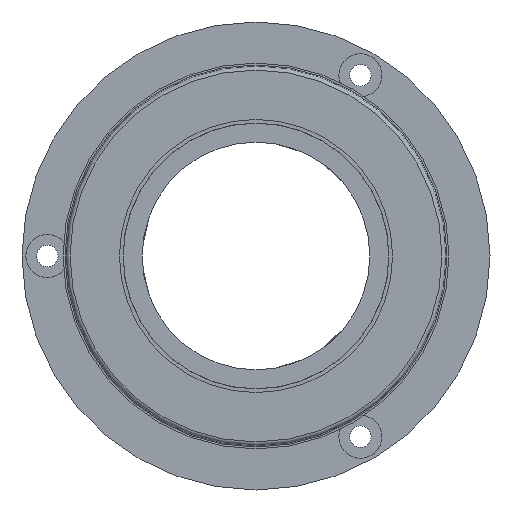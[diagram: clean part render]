
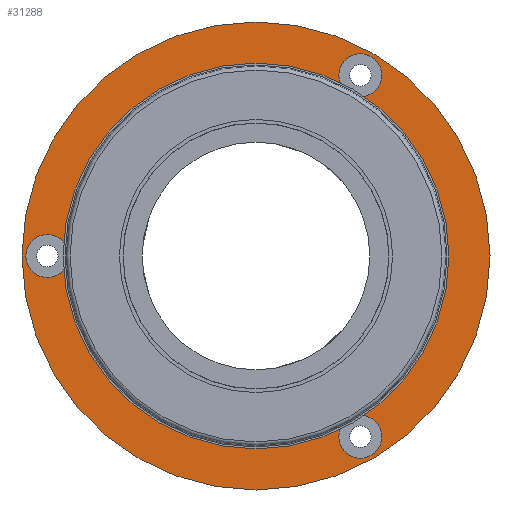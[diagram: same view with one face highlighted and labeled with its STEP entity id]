
A CAD part, left-side view. The second image highlights one B-rep face of the part: STEP entity #31288.
In plain terms, the highlighted planar face has unit normal (-1, 0, 0).
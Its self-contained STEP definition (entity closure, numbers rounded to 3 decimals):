
#408 = EDGE_LOOP ( 'NONE', ( #44028 ) ) ;
#1852 = VERTEX_POINT ( 'NONE', #32124 ) ;
#4679 = FACE_BOUND ( 'NONE', #8215, .T. ) ;
#5205 = CARTESIAN_POINT ( 'NONE',  ( 2.8, 18.5, 0. ) ) ;
#5475 = VERTEX_POINT ( 'NONE', #21270 ) ;
#5723 = CARTESIAN_POINT ( 'NONE',  ( 2.8, -6.55, -14.289 ) ) ;
#8215 = EDGE_LOOP ( 'NONE', ( #13832 ) ) ;
#8302 = DIRECTION ( 'NONE',  ( 0., 1., 0. ) ) ;
#9540 = AXIS2_PLACEMENT_3D ( 'NONE', #20228, #32877, #8302 ) ;
#10162 = AXIS2_PLACEMENT_3D ( 'NONE', #24538, #40763, #12827 ) ;
#12827 = DIRECTION ( 'NONE',  ( 0., 1., 0. ) ) ;
#13214 = CARTESIAN_POINT ( 'NONE',  ( 2.8, 18.2, 0. ) ) ;
#13590 = ORIENTED_EDGE ( 'NONE', *, *, #39167, .T. ) ;
#13832 = ORIENTED_EDGE ( 'NONE', *, *, #26025, .T. ) ;
#13865 = EDGE_CURVE ( 'NONE', #17110, #17110, #23597, .T. ) ;
#15097 = CARTESIAN_POINT ( 'NONE',  ( 2.8, -8.25, -14.289 ) ) ;
#16596 = EDGE_LOOP ( 'NONE', ( #13590 ) ) ;
#16793 = CIRCLE ( 'NONE', #50742, 18.5 ) ;
#17109 = CARTESIAN_POINT ( 'NONE',  ( 2.8, -8.25, 14.289 ) ) ;
#17110 = VERTEX_POINT ( 'NONE', #13214 ) ;
#17802 = CIRCLE ( 'NONE', #21073, 1.7 ) ;
#19228 = DIRECTION ( 'NONE',  ( 0., 1., 0. ) ) ;
#19723 = DIRECTION ( 'NONE',  ( 1., 0., 0. ) ) ;
#20228 = CARTESIAN_POINT ( 'NONE',  ( 2.8, 16.5, 0. ) ) ;
#20737 = DIRECTION ( 'NONE',  ( 0., 1., 0. ) ) ;
#21073 = AXIS2_PLACEMENT_3D ( 'NONE', #17109, #49237, #41160 ) ;
#21270 = CARTESIAN_POINT ( 'NONE',  ( 2.8, -6.55, 14.289 ) ) ;
#23597 = CIRCLE ( 'NONE', #9540, 1.7 ) ;
#24393 = DIRECTION ( 'NONE',  ( 0., -1., 0. ) ) ;
#24538 = CARTESIAN_POINT ( 'NONE',  ( 2.8, 0., 0. ) ) ;
#26025 = EDGE_CURVE ( 'NONE', #1852, #1852, #28398, .T. ) ;
#26794 = EDGE_CURVE ( 'NONE', #47925, #47925, #16793, .T. ) ;
#27093 = CIRCLE ( 'NONE', #29568, 1.7 ) ;
#27787 = CARTESIAN_POINT ( 'NONE',  ( 2.8, 0., 0. ) ) ;
#28115 = EDGE_LOOP ( 'NONE', ( #30787 ) ) ;
#28398 = CIRCLE ( 'NONE', #10162, 12.5 ) ;
#28518 = FACE_OUTER_BOUND ( 'NONE', #35544, .T. ) ;
#28553 = DIRECTION ( 'NONE',  ( 1., 0., 0. ) ) ;
#29568 = AXIS2_PLACEMENT_3D ( 'NONE', #15097, #19723, #19228 ) ;
#30787 = ORIENTED_EDGE ( 'NONE', *, *, #34433, .T. ) ;
#31288 = ADVANCED_FACE ( 'NONE', ( #35690, #43744, #36748, #4679, #28518 ), #47897, .T. ) ;
#32124 = CARTESIAN_POINT ( 'NONE',  ( 2.8, 12.5, 0. ) ) ;
#32608 = CARTESIAN_POINT ( 'NONE',  ( 2.8, 12.5, 0. ) ) ;
#32877 = DIRECTION ( 'NONE',  ( 1., 0., 0. ) ) ;
#34433 = EDGE_CURVE ( 'NONE', #5475, #5475, #17802, .T. ) ;
#35544 = EDGE_LOOP ( 'NONE', ( #46836 ) ) ;
#35690 = FACE_BOUND ( 'NONE', #408, .T. ) ;
#36748 = FACE_BOUND ( 'NONE', #28115, .T. ) ;
#39167 = EDGE_CURVE ( 'NONE', #41161, #41161, #27093, .T. ) ;
#40763 = DIRECTION ( 'NONE',  ( 1., 0., 0. ) ) ;
#40774 = AXIS2_PLACEMENT_3D ( 'NONE', #32608, #48418, #24393 ) ;
#41160 = DIRECTION ( 'NONE',  ( 0., 1., 0. ) ) ;
#41161 = VERTEX_POINT ( 'NONE', #5723 ) ;
#43744 = FACE_BOUND ( 'NONE', #16596, .T. ) ;
#44028 = ORIENTED_EDGE ( 'NONE', *, *, #13865, .T. ) ;
#46836 = ORIENTED_EDGE ( 'NONE', *, *, #26794, .F. ) ;
#47897 = PLANE ( 'NONE',  #40774 ) ;
#47925 = VERTEX_POINT ( 'NONE', #5205 ) ;
#48418 = DIRECTION ( 'NONE',  ( -1., 0., 0. ) ) ;
#49237 = DIRECTION ( 'NONE',  ( 1., 0., 0. ) ) ;
#50742 = AXIS2_PLACEMENT_3D ( 'NONE', #27787, #28553, #20737 ) ;
